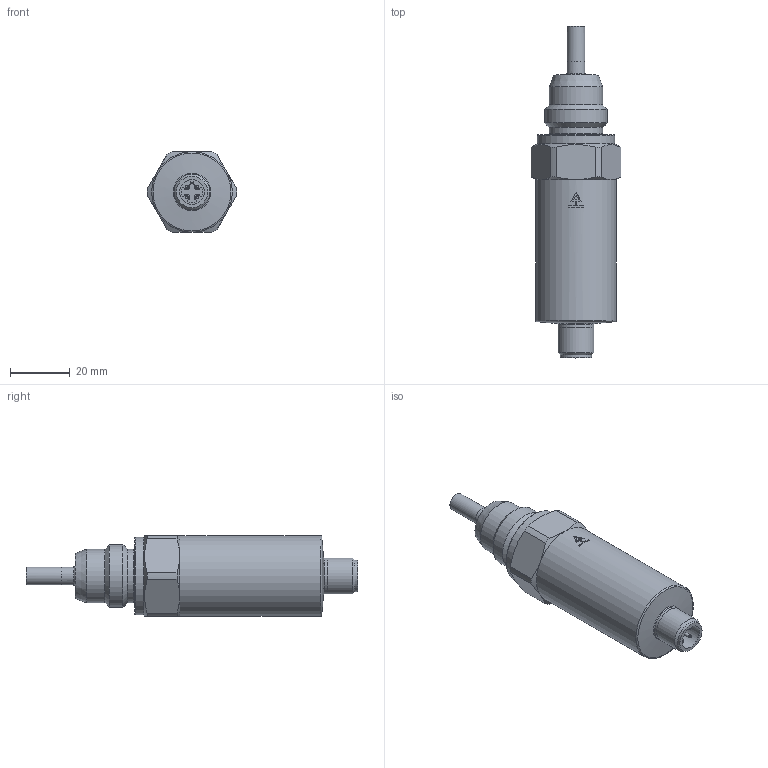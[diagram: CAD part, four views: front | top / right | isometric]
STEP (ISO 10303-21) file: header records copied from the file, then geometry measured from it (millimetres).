
FILE_DESCRIPTION(/* description */ (''),/* implementation_level */ '2;1');
FILE_NAME(/* name */ 'FXFF009',/* time_stamp */ '2016-11-08T14:09:23+01:00',/* author */ ('Zimmermann'),/* organization */ ('wenglor fluid GmbH'),/* preprocessor_version */ 'ST-DEVELOPER v16.7',/* originating_system */ 'DEX',/* authorisation */ $);
FILE_SCHEMA (('AUTOMOTIVE_DESIGN {1 0 10303 214 3 1 1}'));
Length unit declared in the file: millimetre
Products named in the file (1): TK_FXFF009
Bounding box: 29.99 x 111.1 x 27 mm (x, y, z)
Volume: 43194.5 mm3; surface area: 9397.6 mm2
Topology: 1 solids, 3 shells, 112 faces, 273 edges, 174 vertices
Faces by surface type: cylinder 44, plane 42, cone 20, torus 6
Full cylindrical faces by diameter (mm): 1 x4, 5.44 x1, 6 x1, 8.3 x1, 9.4 x1, 9.5 x1, 9.9 x1, 10 x1, 10.5 x1, 12 x2, 18 x2, 20.955 x1, 26 x1, 27 x1
Entity records: 4397 total; most frequent: CARTESIAN_POINT 1132, DIRECTION 545, ORIENTED_EDGE 438, AXIS2_PLACEMENT_3D 232, EDGE_CURVE 219, EDGE_LOOP 163, FACE_BOUND 163, VERTEX_POINT 160
